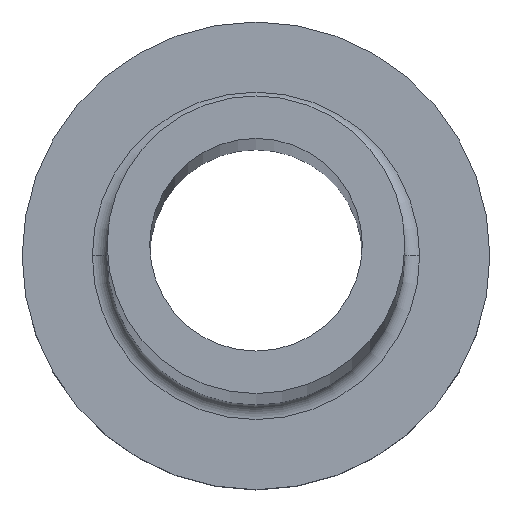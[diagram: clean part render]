
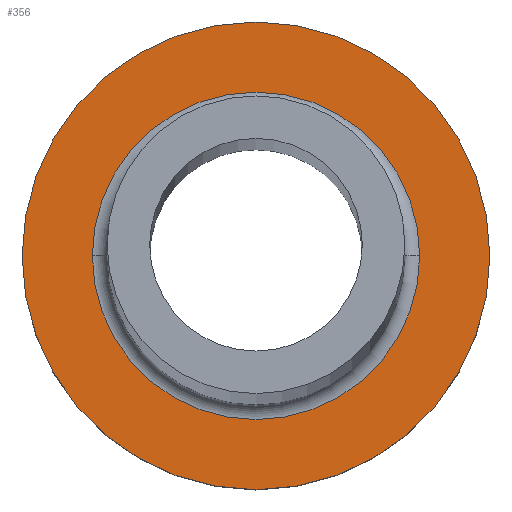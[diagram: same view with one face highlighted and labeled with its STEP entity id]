
A CAD part, top view. The second image highlights one B-rep face of the part: STEP entity #356.
In plain terms, the highlighted planar face has unit normal (0, 0, 1).
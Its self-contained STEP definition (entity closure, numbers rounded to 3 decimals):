
#17 = DIRECTION ( 'NONE',  ( 0., 0., -1. ) ) ;
#19 = CARTESIAN_POINT ( 'NONE',  ( -11., 0., 7. ) ) ;
#32 = VERTEX_POINT ( 'NONE', #359 ) ;
#34 = AXIS2_PLACEMENT_3D ( 'NONE', #328, #161, #241 ) ;
#40 = PLANE ( 'NONE',  #34 ) ;
#41 = CARTESIAN_POINT ( 'NONE',  ( -7.7, 0., 7. ) ) ;
#46 = CARTESIAN_POINT ( 'NONE',  ( 0., 0., 7. ) ) ;
#54 = VERTEX_POINT ( 'NONE', #217 ) ;
#91 = CIRCLE ( 'NONE', #137, 7.7 ) ;
#106 = DIRECTION ( 'NONE',  ( 1., 0., 0. ) ) ;
#119 = AXIS2_PLACEMENT_3D ( 'NONE', #332, #17, #247 ) ;
#133 = DIRECTION ( 'NONE',  ( 0., 0., -1. ) ) ;
#137 = AXIS2_PLACEMENT_3D ( 'NONE', #225, #133, #106 ) ;
#142 = ORIENTED_EDGE ( 'NONE', *, *, #210, .T. ) ;
#153 = AXIS2_PLACEMENT_3D ( 'NONE', #46, #362, #333 ) ;
#161 = DIRECTION ( 'NONE',  ( 0., 0., 1. ) ) ;
#164 = DIRECTION ( 'NONE',  ( 1., 0., 0. ) ) ;
#175 = ORIENTED_EDGE ( 'NONE', *, *, #265, .T. ) ;
#189 = VERTEX_POINT ( 'NONE', #41 ) ;
#199 = CIRCLE ( 'NONE', #119, 7.7 ) ;
#206 = ORIENTED_EDGE ( 'NONE', *, *, #240, .T. ) ;
#210 = EDGE_CURVE ( 'NONE', #189, #54, #91, .T. ) ;
#216 = CIRCLE ( 'NONE', #222, 11. ) ;
#217 = CARTESIAN_POINT ( 'NONE',  ( 7.7, 0., 7. ) ) ;
#221 = CARTESIAN_POINT ( 'NONE',  ( 0., 0., 7. ) ) ;
#222 = AXIS2_PLACEMENT_3D ( 'NONE', #221, #224, #164 ) ;
#224 = DIRECTION ( 'NONE',  ( 0., 0., 1. ) ) ;
#225 = CARTESIAN_POINT ( 'NONE',  ( 0., 0., 7. ) ) ;
#240 = EDGE_CURVE ( 'NONE', #54, #189, #199, .T. ) ;
#241 = DIRECTION ( 'NONE',  ( 1., 0., 0. ) ) ;
#247 = DIRECTION ( 'NONE',  ( 1., 0., 0. ) ) ;
#250 = FACE_OUTER_BOUND ( 'NONE', #286, .T. ) ;
#261 = EDGE_CURVE ( 'NONE', #314, #32, #216, .T. ) ;
#265 = EDGE_CURVE ( 'NONE', #32, #314, #319, .T. ) ;
#286 = EDGE_LOOP ( 'NONE', ( #371, #175 ) ) ;
#293 = EDGE_LOOP ( 'NONE', ( #206, #142 ) ) ;
#302 = FACE_BOUND ( 'NONE', #293, .T. ) ;
#314 = VERTEX_POINT ( 'NONE', #19 ) ;
#319 = CIRCLE ( 'NONE', #153, 11. ) ;
#328 = CARTESIAN_POINT ( 'NONE',  ( 0., 0., 7. ) ) ;
#332 = CARTESIAN_POINT ( 'NONE',  ( 0., 0., 7. ) ) ;
#333 = DIRECTION ( 'NONE',  ( 1., 0., 0. ) ) ;
#356 = ADVANCED_FACE ( 'NONE', ( #302, #250 ), #40, .T. ) ;
#359 = CARTESIAN_POINT ( 'NONE',  ( 11., 0., 7. ) ) ;
#362 = DIRECTION ( 'NONE',  ( 0., 0., 1. ) ) ;
#371 = ORIENTED_EDGE ( 'NONE', *, *, #261, .T. ) ;
